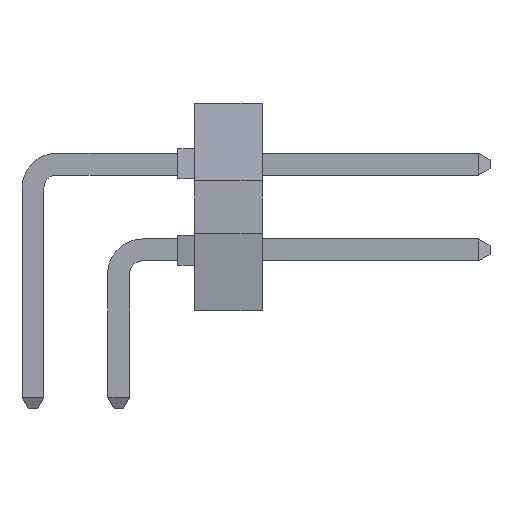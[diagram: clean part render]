
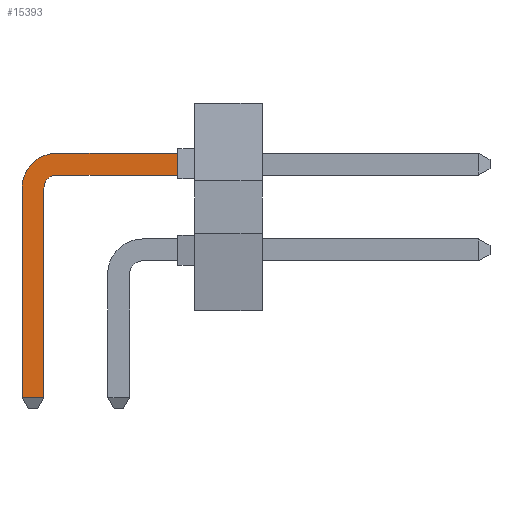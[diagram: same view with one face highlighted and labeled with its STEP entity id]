
A CAD part, left-side view. The second image highlights one B-rep face of the part: STEP entity #15393.
In plain terms, the highlighted planar face has unit normal (-1, 0, 0).
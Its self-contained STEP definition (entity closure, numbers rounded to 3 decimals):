
#3687 = EDGE_CURVE('',#3688,#3690,#3692,.T.);
#3688 = VERTEX_POINT('',#3689);
#3689 = CARTESIAN_POINT('',(-9.215,-3.52,4.02));
#3690 = VERTEX_POINT('',#3691);
#3691 = CARTESIAN_POINT('',(-9.215,-3.52,4.67));
#3692 = LINE('',#3693,#3694);
#3693 = CARTESIAN_POINT('',(-9.215,-3.52,4.02));
#3694 = VECTOR('',#3695,1.);
#3695 = DIRECTION('',(0.,0.,1.));
#15393 = ADVANCED_FACE('',(#15394),#15453,.F.);
#15394 = FACE_BOUND('',#15395,.F.);
#15395 = EDGE_LOOP('',(#15396,#15406,#15414,#15423,#15429,#15430,#15438,
    #15447));
#15396 = ORIENTED_EDGE('',*,*,#15397,.F.);
#15397 = EDGE_CURVE('',#15398,#15400,#15402,.T.);
#15398 = VERTEX_POINT('',#15399);
#15399 = CARTESIAN_POINT('',(-9.215,1.595,-2.57));
#15400 = VERTEX_POINT('',#15401);
#15401 = CARTESIAN_POINT('',(-9.215,0.945,-2.57));
#15402 = LINE('',#15403,#15404);
#15403 = CARTESIAN_POINT('',(-9.215,1.595,-2.57));
#15404 = VECTOR('',#15405,1.);
#15405 = DIRECTION('',(0.,-1.,0.));
#15406 = ORIENTED_EDGE('',*,*,#15407,.T.);
#15407 = EDGE_CURVE('',#15398,#15408,#15410,.T.);
#15408 = VERTEX_POINT('',#15409);
#15409 = CARTESIAN_POINT('',(-9.215,1.595,3.639));
#15410 = LINE('',#15411,#15412);
#15411 = CARTESIAN_POINT('',(-9.215,1.595,-2.57));
#15412 = VECTOR('',#15413,1.);
#15413 = DIRECTION('',(0.,0.,1.));
#15414 = ORIENTED_EDGE('',*,*,#15415,.T.);
#15415 = EDGE_CURVE('',#15408,#15416,#15418,.T.);
#15416 = VERTEX_POINT('',#15417);
#15417 = CARTESIAN_POINT('',(-9.215,0.564,4.67));
#15418 = CIRCLE('',#15419,1.031);
#15419 = AXIS2_PLACEMENT_3D('',#15420,#15421,#15422);
#15420 = CARTESIAN_POINT('',(-9.215,0.564,3.639));
#15421 = DIRECTION('',(1.,0.,0.));
#15422 = DIRECTION('',(0.,1.,0.));
#15423 = ORIENTED_EDGE('',*,*,#15424,.T.);
#15424 = EDGE_CURVE('',#15416,#3690,#15425,.T.);
#15425 = LINE('',#15426,#15427);
#15426 = CARTESIAN_POINT('',(-9.215,0.564,4.67));
#15427 = VECTOR('',#15428,1.);
#15428 = DIRECTION('',(0.,-1.,0.));
#15429 = ORIENTED_EDGE('',*,*,#3687,.F.);
#15430 = ORIENTED_EDGE('',*,*,#15431,.T.);
#15431 = EDGE_CURVE('',#3688,#15432,#15434,.T.);
#15432 = VERTEX_POINT('',#15433);
#15433 = CARTESIAN_POINT('',(-9.215,0.564,4.02));
#15434 = LINE('',#15435,#15436);
#15435 = CARTESIAN_POINT('',(-9.215,-3.52,4.02));
#15436 = VECTOR('',#15437,1.);
#15437 = DIRECTION('',(0.,1.,0.));
#15438 = ORIENTED_EDGE('',*,*,#15439,.T.);
#15439 = EDGE_CURVE('',#15432,#15440,#15442,.T.);
#15440 = VERTEX_POINT('',#15441);
#15441 = CARTESIAN_POINT('',(-9.215,0.945,3.639));
#15442 = CIRCLE('',#15443,0.381);
#15443 = AXIS2_PLACEMENT_3D('',#15444,#15445,#15446);
#15444 = CARTESIAN_POINT('',(-9.215,0.564,3.639));
#15445 = DIRECTION('',(-1.,0.,0.));
#15446 = DIRECTION('',(0.,0.,1.));
#15447 = ORIENTED_EDGE('',*,*,#15448,.T.);
#15448 = EDGE_CURVE('',#15440,#15400,#15449,.T.);
#15449 = LINE('',#15450,#15451);
#15450 = CARTESIAN_POINT('',(-9.215,0.945,3.639));
#15451 = VECTOR('',#15452,1.);
#15452 = DIRECTION('',(0.,0.,-1.));
#15453 = PLANE('',#15454);
#15454 = AXIS2_PLACEMENT_3D('',#15455,#15456,#15457);
#15455 = CARTESIAN_POINT('',(-9.215,-4.52,3.075));
#15456 = DIRECTION('',(1.,0.,0.));
#15457 = DIRECTION('',(0.,0.,-1.));
